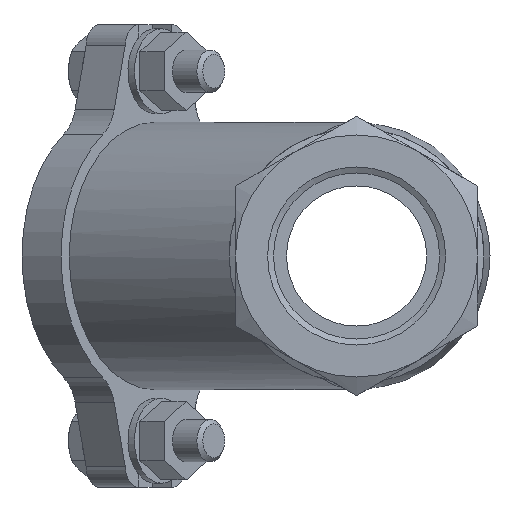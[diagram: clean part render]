
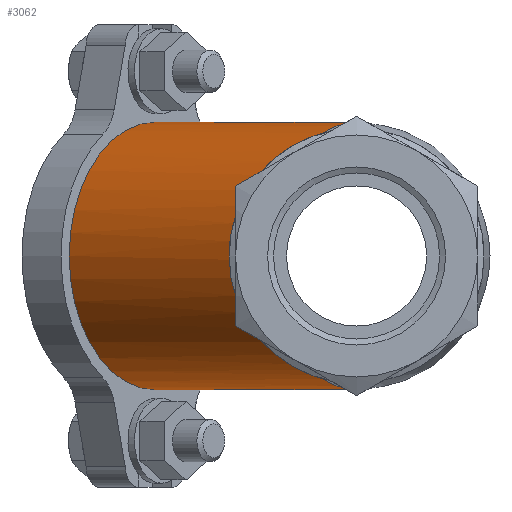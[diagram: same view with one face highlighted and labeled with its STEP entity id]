
A CAD part, front view. The second image highlights one B-rep face of the part: STEP entity #3062.
In plain terms, the highlighted cylindrical face has radius 31.5 mm (diameter 63 mm), a partial arc.
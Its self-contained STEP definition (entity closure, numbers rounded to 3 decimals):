
#65=B_SPLINE_CURVE_WITH_KNOTS('',3,(#4137,#4138,#4139,#4140),
 .UNSPECIFIED.,.F.,.F.,(4,4),(0.,0.005),
 .UNSPECIFIED.);
#66=B_SPLINE_CURVE_WITH_KNOTS('',3,(#4142,#4143,#4144,#4145,#4146),
 .UNSPECIFIED.,.F.,.F.,(4,1,4),(0.,0.006,
0.012),.UNSPECIFIED.);
#67=B_SPLINE_CURVE_WITH_KNOTS('',3,(#4148,#4149,#4150,#4151,#4152,#4153,
#4154,#4155,#4156,#4157),.UNSPECIFIED.,.F.,.F.,(4,1,1,1,1,1,1,4),(0.,0.013,
0.019,0.025,0.031,0.038,
0.044,0.05),.UNSPECIFIED.);
#68=B_SPLINE_CURVE_WITH_KNOTS('',3,(#4161,#4162,#4163,#4164,#4165,#4166,
#4167,#4168,#4169,#4170,#4171,#4172,#4173,#4174,#4175,#4176,#4177,#4178,
#4179,#4180,#4181,#4182),.UNSPECIFIED.,.F.,.F.,(4,1,1,1,1,1,1,1,1,1,1,1,
1,1,1,1,1,1,1,4),(0.,0.005,0.01,0.015,
0.02,0.025,0.027,0.03,
0.034,0.037,0.039,0.044,
0.047,0.049,0.054,0.059,
0.064,0.069,0.074,0.079),
 .UNSPECIFIED.);
#69=B_SPLINE_CURVE_WITH_KNOTS('',3,(#4186,#4187,#4188,#4189,#4190,#4191,
#4192,#4193,#4194,#4195,#4196,#4197,#4198,#4199),.UNSPECIFIED.,.F.,.F.,
(4,1,1,1,1,1,1,1,1,1,1,4),(0.,0.006,0.009,
0.013,0.016,0.019,0.022,
0.025,0.032,0.038,0.044,
0.05),.UNSPECIFIED.);
#70=B_SPLINE_CURVE_WITH_KNOTS('',3,(#4201,#4202,#4203,#4204,#4205,#4206,
#4207),.UNSPECIFIED.,.F.,.F.,(4,1,1,1,4),(0.,0.003,
0.006,0.009,0.012),
 .UNSPECIFIED.);
#71=B_SPLINE_CURVE_WITH_KNOTS('',3,(#4209,#4210,#4211,#4212),
 .UNSPECIFIED.,.F.,.F.,(4,4),(0.,0.005),
 .UNSPECIFIED.);
#144=ELLIPSE('',#3230,41.12,31.5);
#145=ELLIPSE('',#3233,41.12,31.5);
#505=ORIENTED_EDGE('',*,*,#1104,.F.);
#506=ORIENTED_EDGE('',*,*,#1121,.F.);
#507=ORIENTED_EDGE('',*,*,#1122,.T.);
#508=ORIENTED_EDGE('',*,*,#1123,.F.);
#509=ORIENTED_EDGE('',*,*,#1124,.T.);
#510=ORIENTED_EDGE('',*,*,#1125,.T.);
#511=ORIENTED_EDGE('',*,*,#1126,.T.);
#512=ORIENTED_EDGE('',*,*,#1127,.T.);
#513=ORIENTED_EDGE('',*,*,#1128,.T.);
#514=ORIENTED_EDGE('',*,*,#1129,.F.);
#515=ORIENTED_EDGE('',*,*,#1130,.T.);
#516=ORIENTED_EDGE('',*,*,#1131,.F.);
#1104=EDGE_CURVE('',#1412,#1413,#1610,.T.);
#1121=EDGE_CURVE('',#1428,#1412,#144,.F.);
#1122=EDGE_CURVE('',#1428,#1429,#65,.T.);
#1123=EDGE_CURVE('',#1430,#1429,#66,.T.);
#1124=EDGE_CURVE('',#1430,#1431,#67,.T.);
#1125=EDGE_CURVE('',#1431,#1432,#1619,.T.);
#1126=EDGE_CURVE('',#1432,#1433,#68,.T.);
#1127=EDGE_CURVE('',#1433,#1434,#1620,.T.);
#1128=EDGE_CURVE('',#1434,#1435,#69,.T.);
#1129=EDGE_CURVE('',#1436,#1435,#70,.T.);
#1130=EDGE_CURVE('',#1436,#1437,#71,.T.);
#1131=EDGE_CURVE('',#1413,#1437,#145,.F.);
#1412=VERTEX_POINT('',#4101);
#1413=VERTEX_POINT('',#4103);
#1428=VERTEX_POINT('',#4136);
#1429=VERTEX_POINT('',#4141);
#1430=VERTEX_POINT('',#4147);
#1431=VERTEX_POINT('',#4158);
#1432=VERTEX_POINT('',#4160);
#1433=VERTEX_POINT('',#4183);
#1434=VERTEX_POINT('',#4185);
#1435=VERTEX_POINT('',#4200);
#1436=VERTEX_POINT('',#4208);
#1437=VERTEX_POINT('',#4213);
#1610=CIRCLE('',#3220,31.5);
#1619=CIRCLE('',#3231,31.5);
#1620=CIRCLE('',#3232,31.5);
#1705=EDGE_LOOP('',(#505,#506,#507,#508,#509,#510,#511,#512,#513,#514,#515,
#516));
#1881=FACE_BOUND('',#1705,.T.);
#2052=CYLINDRICAL_SURFACE('',#3229,31.5);
#3062=ADVANCED_FACE('',(#1881),#2052,.T.);
#3220=AXIS2_PLACEMENT_3D('',#4102,#3488,#3489);
#3229=AXIS2_PLACEMENT_3D('',#4134,#3514,#3515);
#3230=AXIS2_PLACEMENT_3D('',#4135,#3516,#3517);
#3231=AXIS2_PLACEMENT_3D('',#4159,#3518,#3519);
#3232=AXIS2_PLACEMENT_3D('',#4184,#3520,#3521);
#3233=AXIS2_PLACEMENT_3D('',#4214,#3522,#3523);
#3488=DIRECTION('',(-0.766,0.643,0.));
#3489=DIRECTION('',(-0.643,-0.766,0.));
#3514=DIRECTION('',(-0.766,0.643,0.));
#3515=DIRECTION('',(-0.643,-0.766,0.));
#3516=DIRECTION('',(-1.,0.,0.));
#3517=DIRECTION('',(0.,1.,0.));
#3518=DIRECTION('',(-0.766,0.643,0.));
#3519=DIRECTION('',(-0.643,-0.766,0.));
#3520=DIRECTION('',(-0.766,0.643,0.));
#3521=DIRECTION('',(-0.643,-0.766,0.));
#3522=DIRECTION('',(-1.,0.,0.));
#3523=DIRECTION('',(0.,1.,0.));
#4101=CARTESIAN_POINT('',(-28.5,114.805,-11.286));
#4102=CARTESIAN_POINT('',(-47.404,92.276,0.));
#4103=CARTESIAN_POINT('',(-28.5,114.805,11.286));
#4134=CARTESIAN_POINT('',(-58.894,101.918,0.));
#4135=CARTESIAN_POINT('',(-28.5,76.414,0.));
#4136=CARTESIAN_POINT('',(-28.5,111.821,-16.018));
#4137=CARTESIAN_POINT('',(-28.5,111.821,-16.018));
#4138=CARTESIAN_POINT('',(-27.14,111.014,-15.585));
#4139=CARTESIAN_POINT('',(-25.786,110.207,-15.134));
#4140=CARTESIAN_POINT('',(-24.439,109.4,-14.663));
#4141=CARTESIAN_POINT('',(-24.439,109.4,-14.663));
#4142=CARTESIAN_POINT('',(-16.532,101.801,-15.99));
#4143=CARTESIAN_POINT('',(-18.167,102.413,-16.978));
#4144=CARTESIAN_POINT('',(-21.599,104.84,-17.461));
#4145=CARTESIAN_POINT('',(-23.72,107.975,-15.861));
#4146=CARTESIAN_POINT('',(-24.439,109.4,-14.663));
#4147=CARTESIAN_POINT('',(-16.532,101.801,-15.99));
#4148=CARTESIAN_POINT('',(-16.532,101.801,-15.99));
#4149=CARTESIAN_POINT('',(-14.589,98.625,-17.999));
#4150=CARTESIAN_POINT('',(-11.444,93.71,-20.24));
#4151=CARTESIAN_POINT('',(-6.505,87.174,-22.188));
#4152=CARTESIAN_POINT('',(-2.316,82.502,-23.029));
#4153=CARTESIAN_POINT('',(2.536,78.385,-23.06));
#4154=CARTESIAN_POINT('',(8.101,75.451,-21.808));
#4155=CARTESIAN_POINT('',(13.661,74.154,-18.866));
#4156=CARTESIAN_POINT('',(16.745,74.023,-15.91));
#4157=CARTESIAN_POINT('',(18.06,74.023,-14.242));
#4158=CARTESIAN_POINT('',(18.06,74.023,-14.242));
#4159=CARTESIAN_POINT('',(0.,52.5,0.));
#4160=CARTESIAN_POINT('',(-8.059,42.895,-28.897));
#4161=CARTESIAN_POINT('',(-8.059,42.895,-28.897));
#4162=CARTESIAN_POINT('',(-9.676,42.895,-28.446));
#4163=CARTESIAN_POINT('',(-12.721,42.455,-27.313));
#4164=CARTESIAN_POINT('',(-16.944,41.334,-24.913));
#4165=CARTESIAN_POINT('',(-20.68,40.107,-21.91));
#4166=CARTESIAN_POINT('',(-23.933,38.928,-18.304));
#4167=CARTESIAN_POINT('',(-26.11,38.094,-14.925));
#4168=CARTESIAN_POINT('',(-27.523,37.542,-12.019));
#4169=CARTESIAN_POINT('',(-28.718,37.069,-8.946));
#4170=CARTESIAN_POINT('',(-29.519,36.747,-5.77));
#4171=CARTESIAN_POINT('',(-29.928,36.582,-2.524));
#4172=CARTESIAN_POINT('',(-30.07,36.524,0.801));
#4173=CARTESIAN_POINT('',(-29.798,36.634,4.088));
#4174=CARTESIAN_POINT('',(-29.135,36.901,7.292));
#4175=CARTESIAN_POINT('',(-28.198,37.275,10.47));
#4176=CARTESIAN_POINT('',(-26.581,37.914,14.19));
#4177=CARTESIAN_POINT('',(-23.931,38.928,18.306));
#4178=CARTESIAN_POINT('',(-20.725,40.092,21.867));
#4179=CARTESIAN_POINT('',(-16.959,41.329,24.902));
#4180=CARTESIAN_POINT('',(-12.777,42.445,27.289));
#4181=CARTESIAN_POINT('',(-9.667,42.895,28.449));
#4182=CARTESIAN_POINT('',(-8.059,42.895,28.897));
#4183=CARTESIAN_POINT('',(-8.059,42.895,28.897));
#4184=CARTESIAN_POINT('',(0.,52.5,0.));
#4185=CARTESIAN_POINT('',(18.06,74.023,14.242));
#4186=CARTESIAN_POINT('',(18.06,74.023,14.242));
#4187=CARTESIAN_POINT('',(16.744,74.023,15.911));
#4188=CARTESIAN_POINT('',(14.456,74.121,18.105));
#4189=CARTESIAN_POINT('',(10.897,74.795,20.333));
#4190=CARTESIAN_POINT('',(8.142,75.642,21.58));
#4191=CARTESIAN_POINT('',(5.322,76.906,22.436));
#4192=CARTESIAN_POINT('',(2.65,78.518,22.897));
#4193=CARTESIAN_POINT('',(0.108,80.446,23.043));
#4194=CARTESIAN_POINT('',(-2.987,83.254,22.893));
#4195=CARTESIAN_POINT('',(-6.504,87.173,22.187));
#4196=CARTESIAN_POINT('',(-10.18,92.033,20.745));
#4197=CARTESIAN_POINT('',(-13.514,96.953,18.749));
#4198=CARTESIAN_POINT('',(-15.562,100.216,16.993));
#4199=CARTESIAN_POINT('',(-16.532,101.801,15.99));
#4200=CARTESIAN_POINT('',(-16.532,101.801,15.99));
#4201=CARTESIAN_POINT('',(-24.439,109.4,14.663));
#4202=CARTESIAN_POINT('',(-24.079,108.686,15.263));
#4203=CARTESIAN_POINT('',(-23.211,107.219,16.248));
#4204=CARTESIAN_POINT('',(-21.36,104.983,17.071));
#4205=CARTESIAN_POINT('',(-19.059,103.034,17.092));
#4206=CARTESIAN_POINT('',(-17.352,102.108,16.485));
#4207=CARTESIAN_POINT('',(-16.532,101.801,15.99));
#4208=CARTESIAN_POINT('',(-24.439,109.4,14.663));
#4209=CARTESIAN_POINT('',(-24.439,109.4,14.663));
#4210=CARTESIAN_POINT('',(-25.786,110.207,15.134));
#4211=CARTESIAN_POINT('',(-27.14,111.014,15.585));
#4212=CARTESIAN_POINT('',(-28.5,111.821,16.018));
#4213=CARTESIAN_POINT('',(-28.5,111.821,16.018));
#4214=CARTESIAN_POINT('',(-28.5,76.414,0.));
